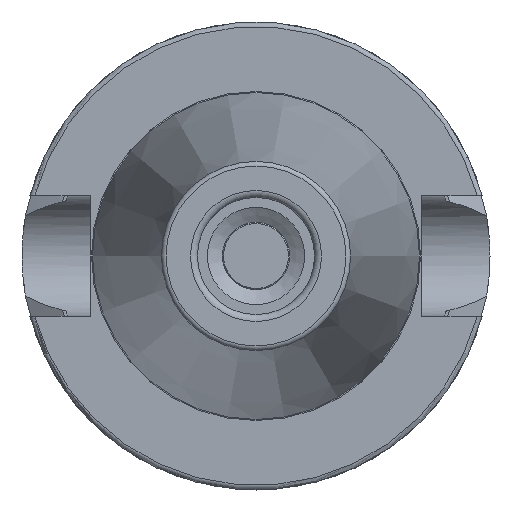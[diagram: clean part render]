
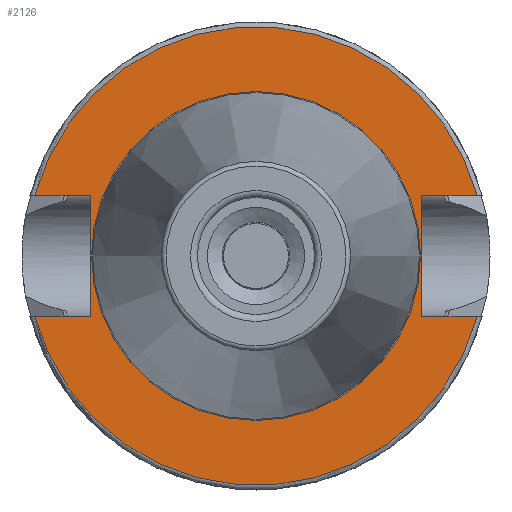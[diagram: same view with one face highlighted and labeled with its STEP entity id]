
A CAD part, left-side view. The second image highlights one B-rep face of the part: STEP entity #2126.
In plain terms, the highlighted planar face has unit normal (-1, 0, 0).
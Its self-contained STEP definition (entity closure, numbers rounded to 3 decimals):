
#523=FACE_BOUND('',#807,.T.);
#568=CIRCLE('',#2399,49.);
#580=CIRCLE('',#2421,35.15);
#581=CIRCLE('',#2423,49.);
#696=FACE_OUTER_BOUND('',#806,.T.);
#806=EDGE_LOOP('',(#1756,#1757,#1758,#1759,#1760,#1761,#1762,#1763));
#807=EDGE_LOOP('',(#1764));
#912=LINE('',#3465,#1032);
#916=LINE('',#3473,#1036);
#919=LINE('',#3493,#1039);
#930=LINE('',#3593,#1050);
#933=LINE('',#3614,#1053);
#935=LINE('',#3617,#1055);
#1032=VECTOR('',#2739,10.);
#1036=VECTOR('',#2745,10.);
#1039=VECTOR('',#2750,10.);
#1050=VECTOR('',#2805,10.);
#1053=VECTOR('',#2810,10.);
#1055=VECTOR('',#2814,10.);
#1167=VERTEX_POINT('',#3453);
#1168=VERTEX_POINT('',#3464);
#1170=VERTEX_POINT('',#3470);
#1171=VERTEX_POINT('',#3472);
#1186=VERTEX_POINT('',#3553);
#1193=VERTEX_POINT('',#3590);
#1194=VERTEX_POINT('',#3592);
#1198=VERTEX_POINT('',#3613);
#1206=VERTEX_POINT('',#3643);
#1348=EDGE_CURVE('',#1168,#1167,#912,.T.);
#1352=EDGE_CURVE('',#1171,#1170,#916,.T.);
#1357=EDGE_CURVE('',#1170,#1168,#919,.T.);
#1377=EDGE_CURVE('',#1171,#1186,#568,.T.);
#1387=EDGE_CURVE('',#1194,#1193,#930,.T.);
#1392=EDGE_CURVE('',#1198,#1186,#933,.T.);
#1394=EDGE_CURVE('',#1193,#1198,#935,.T.);
#1408=EDGE_CURVE('',#1206,#1206,#580,.T.);
#1409=EDGE_CURVE('',#1194,#1167,#581,.T.);
#1756=ORIENTED_EDGE('',*,*,#1348,.T.);
#1757=ORIENTED_EDGE('',*,*,#1409,.F.);
#1758=ORIENTED_EDGE('',*,*,#1387,.T.);
#1759=ORIENTED_EDGE('',*,*,#1394,.T.);
#1760=ORIENTED_EDGE('',*,*,#1392,.T.);
#1761=ORIENTED_EDGE('',*,*,#1377,.F.);
#1762=ORIENTED_EDGE('',*,*,#1352,.T.);
#1763=ORIENTED_EDGE('',*,*,#1357,.T.);
#1764=ORIENTED_EDGE('',*,*,#1408,.T.);
#2047=PLANE('',#2422);
#2126=ADVANCED_FACE('',(#696,#523),#2047,.T.);
#2399=AXIS2_PLACEMENT_3D('',#3554,#2792,#2793);
#2421=AXIS2_PLACEMENT_3D('',#3645,#2850,#2851);
#2422=AXIS2_PLACEMENT_3D('',#3646,#2852,#2853);
#2423=AXIS2_PLACEMENT_3D('',#3647,#2854,#2855);
#2739=DIRECTION('',(0.,-1.,0.));
#2745=DIRECTION('',(0.,1.,0.));
#2750=DIRECTION('',(0.,0.,1.));
#2792=DIRECTION('center_axis',(1.,0.,0.));
#2793=DIRECTION('ref_axis',(0.,0.,-1.));
#2805=DIRECTION('',(0.,-1.,0.));
#2810=DIRECTION('',(0.,1.,0.));
#2814=DIRECTION('',(0.,0.,-1.));
#2850=DIRECTION('center_axis',(1.,0.,0.));
#2851=DIRECTION('ref_axis',(0.,0.,-1.));
#2852=DIRECTION('center_axis',(-1.,0.,0.));
#2853=DIRECTION('ref_axis',(0.,0.,1.));
#2854=DIRECTION('center_axis',(1.,0.,0.));
#2855=DIRECTION('ref_axis',(0.,0.,-1.));
#3453=CARTESIAN_POINT('',(3.,-47.285,12.85));
#3464=CARTESIAN_POINT('',(3.,-35.4,12.85));
#3465=CARTESIAN_POINT('',(3.,6.8,12.85));
#3470=CARTESIAN_POINT('',(3.,-35.4,-12.85));
#3472=CARTESIAN_POINT('',(3.,-47.285,-12.85));
#3473=CARTESIAN_POINT('',(3.,6.8,-12.85));
#3493=CARTESIAN_POINT('',(3.,-35.4,0.));
#3553=CARTESIAN_POINT('',(3.,47.285,-12.85));
#3554=CARTESIAN_POINT('Origin',(3.,0.,0.));
#3590=CARTESIAN_POINT('',(3.,35.4,12.85));
#3592=CARTESIAN_POINT('',(3.,47.285,12.85));
#3593=CARTESIAN_POINT('',(3.,42.2,12.85));
#3613=CARTESIAN_POINT('',(3.,35.4,-12.85));
#3614=CARTESIAN_POINT('',(3.,42.2,-12.85));
#3617=CARTESIAN_POINT('',(3.,35.4,0.));
#3643=CARTESIAN_POINT('',(3.,0.,35.15));
#3645=CARTESIAN_POINT('Origin',(3.,0.,0.));
#3646=CARTESIAN_POINT('Origin',(3.,49.,0.));
#3647=CARTESIAN_POINT('Origin',(3.,0.,0.));
